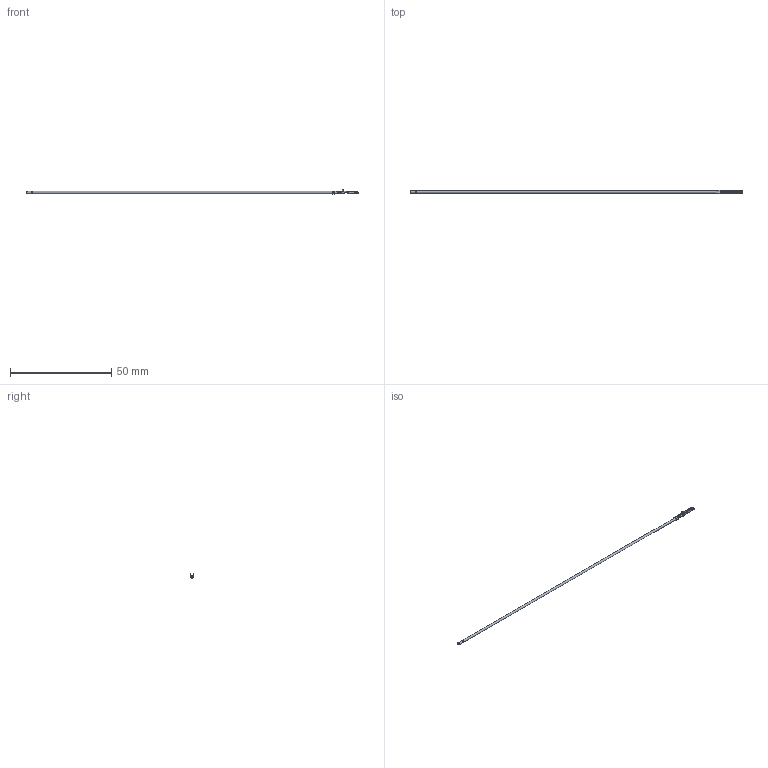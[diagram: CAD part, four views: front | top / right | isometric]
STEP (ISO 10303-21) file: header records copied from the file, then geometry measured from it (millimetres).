
FILE_DESCRIPTION(/* description */ ('Unknown'),/* implementation_level */ '2;1');
FILE_NAME(/* name */ '62600020015',/* time_stamp */ '2023-11-29T08:52:36+01:00',/* author */ ('Unknown'),/* organization */ ('Unknown'),/* preprocessor_version */ 'ST-DEVELOPER v18.102',/* originating_system */ 'Solid Edge',/* authorisation */ 'Unknown');
FILE_SCHEMA (('AUTOMOTIVE_DESIGN {1 0 10303 214 3 1 1}'));
Length unit declared in the file: millimetre
Products named in the file (4): 62600020015; Wire 20AWG black; 62600613722_DEC; Wire 20AWG black-endB
Assembly tree (3 placements, depth 2):
  62600020015
    Wire 20AWG black
    62600613722_DEC
    Wire 20AWG black-endB
Bounding box: 164.04 x 1.88 x 2 mm (x, y, z)
Volume: 154.4 mm3; surface area: 638.2 mm2
Topology: 3 solids, 3 shells, 239 faces, 640 edges, 414 vertices
Faces by surface type: plane 120, cylinder 73, bspline 26, torus 20
Full cylindrical faces by diameter (mm): 0.4 x2, 0.7 x1, 0.812 x2, 1.1 x2
Entity records: 7692 total; most frequent: CARTESIAN_POINT 1842, ORIENTED_EDGE 1222, DIRECTION 1091, EDGE_CURVE 611, VERTEX_POINT 404, LINE 401, VECTOR 401, AXIS2_PLACEMENT_3D 345
